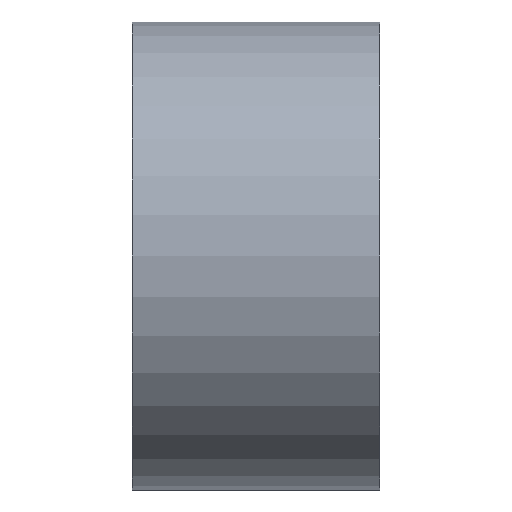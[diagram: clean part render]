
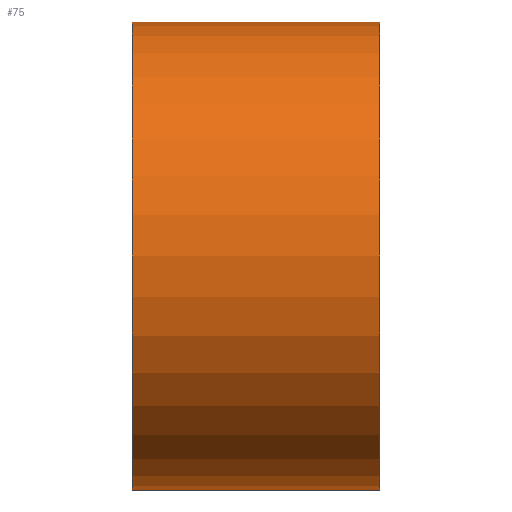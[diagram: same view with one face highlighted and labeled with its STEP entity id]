
A CAD part, front view. The second image highlights one B-rep face of the part: STEP entity #75.
In plain terms, the highlighted cylindrical face has radius 125 mm (diameter 250 mm), a full revolution.
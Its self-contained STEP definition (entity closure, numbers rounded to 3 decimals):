
#18=FACE_BOUND($,#33,.T.);
#24=FACE_OUTER_BOUND($,#32,.T.);
#32=EDGE_LOOP($,(#62));
#33=EDGE_LOOP($,(#63));
#44=CIRCLE($,#89,125.);
#45=CIRCLE($,#90,125.);
#50=VERTEX_POINT($,#132);
#51=VERTEX_POINT($,#134);
#56=EDGE_CURVE($,#50,#50,#44,.T.);
#57=EDGE_CURVE($,#51,#51,#45,.T.);
#62=ORIENTED_EDGE($,*,*,#56,.F.);
#63=ORIENTED_EDGE($,*,*,#57,.T.);
#72=CYLINDRICAL_SURFACE($,#88,125.);
#75=ADVANCED_FACE($,(#24,#18),#72,.T.);
#88=AXIS2_PLACEMENT_3D($,#131,#108,#109);
#89=AXIS2_PLACEMENT_3D($,#133,#110,#111);
#90=AXIS2_PLACEMENT_3D($,#135,#112,#113);
#108=DIRECTION('center_axis',(1.,0.,0.));
#109=DIRECTION('ref_axis',(0.,-1.,0.));
#110=DIRECTION('center_axis',(-1.,0.,0.));
#111=DIRECTION('ref_axis',(0.,-1.,0.));
#112=DIRECTION('center_axis',(-1.,0.,0.));
#113=DIRECTION('ref_axis',(0.,-1.,0.));
#131=CARTESIAN_POINT('Origin',(-62.087,0.,0.));
#132=CARTESIAN_POINT('',(-62.087,125.,0.));
#133=CARTESIAN_POINT('Origin',(-62.087,0.,0.));
#134=CARTESIAN_POINT('',(69.913,125.,0.));
#135=CARTESIAN_POINT('Origin',(69.913,0.,0.));
